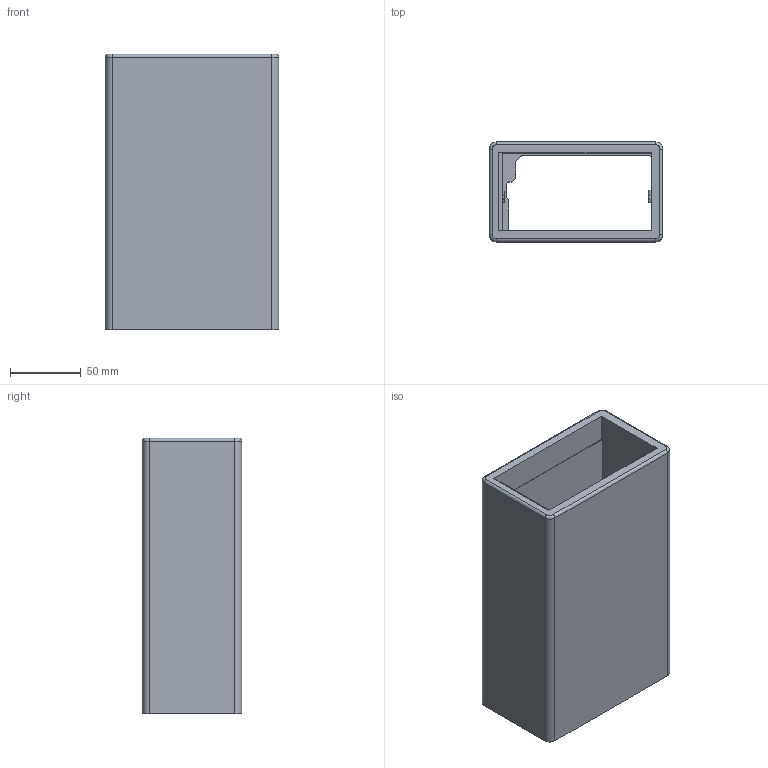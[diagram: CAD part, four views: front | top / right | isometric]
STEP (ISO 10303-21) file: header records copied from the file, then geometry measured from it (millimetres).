
FILE_DESCRIPTION (( 'STEP AP214' ), '1' );
FILE_NAME ('俋褲_翋极.STEP', '2026-01-26T11:49:36', ( '' ), ( '' ), 'SwSTEP 2.0', 'SolidWorks 2025', '' );
FILE_SCHEMA (( 'AUTOMOTIVE_DESIGN' ));
Length unit declared in the file: millimetre
Products named in the file (1): 外壳_主体
Bounding box: 122.5 x 70.4 x 194.7 mm (x, y, z)
Volume: 525723.2 mm3; surface area: 144474.3 mm2
Topology: 1 solids, 1 shells, 128 faces, 334 edges, 220 vertices
Faces by surface type: plane 76, cylinder 48, torus 4
Entity records: 3960 total; most frequent: DIRECTION 691, CARTESIAN_POINT 683, ORIENTED_EDGE 668, EDGE_CURVE 334, LINE 235, VECTOR 235, AXIS2_PLACEMENT_3D 228, VERTEX_POINT 220
